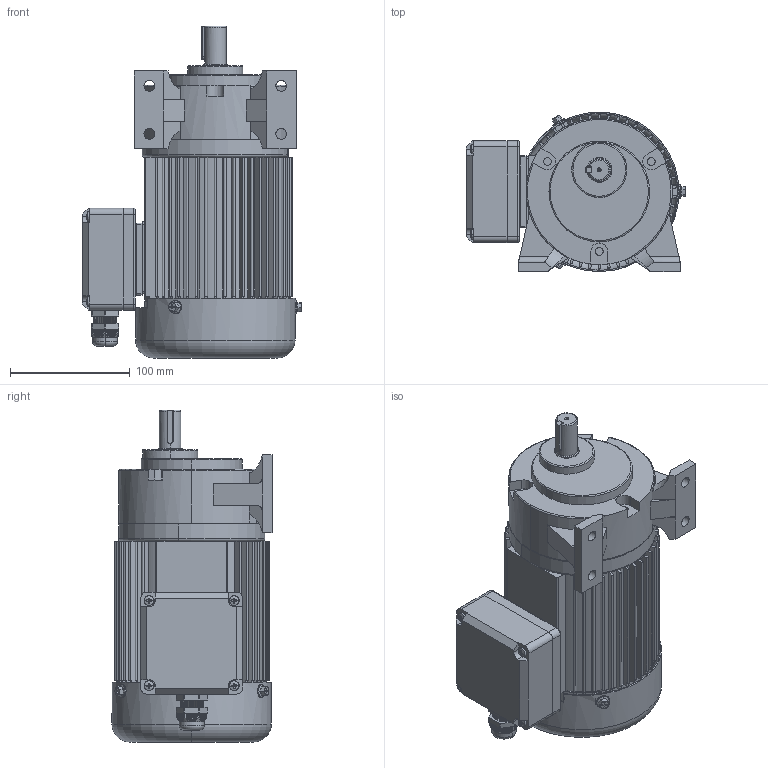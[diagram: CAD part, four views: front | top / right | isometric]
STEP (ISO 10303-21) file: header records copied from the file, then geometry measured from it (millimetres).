
FILE_DESCRIPTION (( 'STEP AP203' ), '1' );
FILE_NAME ('(標準品)G11H200W(5B12XXX100)(減速比共用).STEP', '2016-01-28T06:40:43', ( 'SE' ), ( 'SE' ), 'SwSTEP 2.0', 'SolidWorks 2010', '' );
FILE_SCHEMA (( 'CONFIG_CONTROL_DESIGN' ));
Length unit declared in the file: millimetre
Products named in the file (16): 5x5xL_28L; M200C2A; 油封20x35x7; 丸頭螺絲 M4 x35 --35N_JIS B 1111 Binding head screw M4 x 8 --8N; 出線頭 Ver.2; (標準品)G11H200W(5B12XXX100)(減速比共用); M100CD1-45; 100W風扇蓋131x50／缺口70(直角); G11-200C1; G11OS1; 成品-塑膠T盒; 出線盒下蓋; 出線盒上蓋; ･Xｽuｲｰｹﾔ､TH-UP3(PVC2mmｫp); 外六角內十字螺絲M5 x 10_ISO 4162 - M5 x 10 x 10-N; G11HBOX1
Assembly tree (20 placements, depth 3):
  (標準品)G11H200W(5B12XXX100)(減速比共用)
    外六角內十字螺絲M5 x 10_ISO 4162 - M5 x 10 x 10-N  x3
    油封20x35x7
    G11HBOX1
    M200C2A
    M100CD1-45
    100W風扇蓋131x50／缺口70(直角)
    G11-200C1
    5x5xL_28L
    G11OS1
    成品-塑膠T盒
      出線頭 Ver.2
      出線盒上蓋
      ･Xｽuｲｰｹﾔ､TH-UP3(PVC2mmｫp)
      丸頭螺絲 M4 x35 --35N_JIS B 1111 Binding head screw M4 x 8 --8N  x4
      出線盒下蓋
Bounding box: 183.11 x 133.5 x 277 mm (x, y, z)
Volume: 2632172.5 mm3; surface area: 410424.7 mm2
Topology: 19 solids, 22 shells, 2670 faces, 7089 edges, 4493 vertices
Faces by surface type: cone 926, cylinder 841, plane 823, torus 54, bspline 18, sphere 8
Entity records: 53722 total; most frequent: CARTESIAN_POINT 10673, DIRECTION 8764, ORIENTED_EDGE 8602, EDGE_CURVE 4301, AXIS2_PLACEMENT_3D 3123, VERTEX_POINT 2764, VECTOR 2518, LINE 2518
